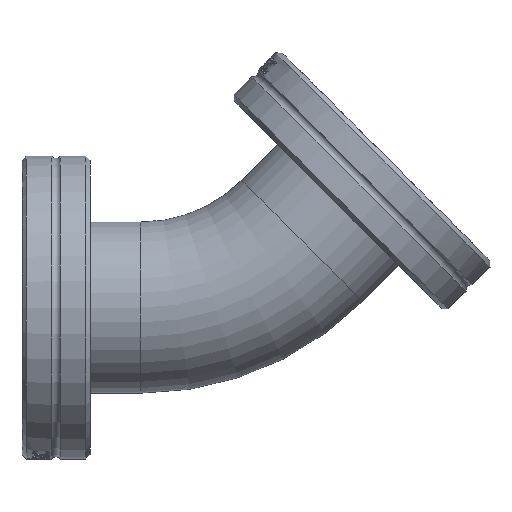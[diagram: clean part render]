
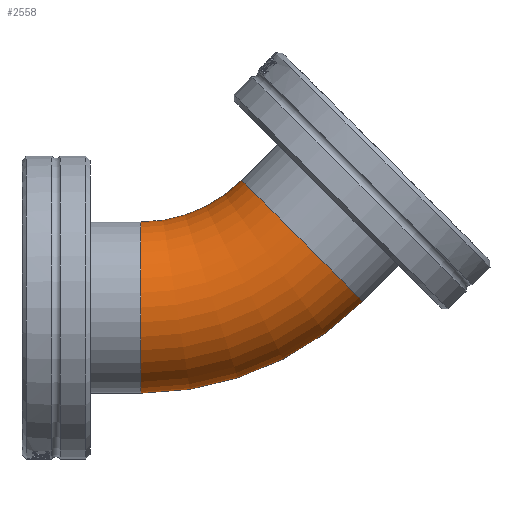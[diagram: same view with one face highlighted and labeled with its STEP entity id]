
A CAD part, left-side view. The second image highlights one B-rep face of the part: STEP entity #2558.
In plain terms, the highlighted toroidal (fillet/blend) face has major radius 25.46 mm and minor radius 9.55 mm.
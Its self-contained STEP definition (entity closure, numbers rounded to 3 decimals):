
#45=TOROIDAL_SURFACE('',#2884,25.46,9.55);
#446=FACE_OUTER_BOUND('',#612,.T.);
#612=EDGE_LOOP('',(#2385,#2386,#2387,#2388,#2389,#2390));
#1018=CIRCLE('',#2882,9.55);
#1019=CIRCLE('',#2883,9.55);
#1020=CIRCLE('',#2885,15.91);
#1021=CIRCLE('',#2886,9.55);
#1022=CIRCLE('',#2887,9.55);
#1267=VERTEX_POINT('',#5952);
#1268=VERTEX_POINT('',#5954);
#1269=VERTEX_POINT('',#5958);
#1270=VERTEX_POINT('',#5960);
#1641=EDGE_CURVE('',#1267,#1268,#1018,.T.);
#1642=EDGE_CURVE('',#1268,#1267,#1019,.T.);
#1643=EDGE_CURVE('',#1268,#1269,#1020,.T.);
#1644=EDGE_CURVE('',#1269,#1270,#1021,.T.);
#1645=EDGE_CURVE('',#1270,#1269,#1022,.T.);
#2385=ORIENTED_EDGE('',*,*,#1641,.F.);
#2386=ORIENTED_EDGE('',*,*,#1642,.F.);
#2387=ORIENTED_EDGE('',*,*,#1643,.T.);
#2388=ORIENTED_EDGE('',*,*,#1644,.T.);
#2389=ORIENTED_EDGE('',*,*,#1645,.T.);
#2390=ORIENTED_EDGE('',*,*,#1643,.F.);
#2558=ADVANCED_FACE('',(#446),#45,.T.);
#2882=AXIS2_PLACEMENT_3D('',#5955,#3511,#3512);
#2883=AXIS2_PLACEMENT_3D('',#5956,#3513,#3514);
#2884=AXIS2_PLACEMENT_3D('',#5957,#3515,#3516);
#2885=AXIS2_PLACEMENT_3D('',#5959,#3517,#3518);
#2886=AXIS2_PLACEMENT_3D('',#5961,#3519,#3520);
#2887=AXIS2_PLACEMENT_3D('',#5962,#3521,#3522);
#3511=DIRECTION('center_axis',(-1.,0.,0.));
#3512=DIRECTION('ref_axis',(0.,-1.,0.));
#3513=DIRECTION('center_axis',(-1.,0.,0.));
#3514=DIRECTION('ref_axis',(0.,-1.,0.));
#3515=DIRECTION('center_axis',(0.,0.,1.));
#3516=DIRECTION('ref_axis',(1.,0.,0.));
#3517=DIRECTION('center_axis',(0.,0.,-1.));
#3518=DIRECTION('ref_axis',(1.,0.,0.));
#3519=DIRECTION('center_axis',(-0.707,0.707,0.));
#3520=DIRECTION('ref_axis',(-0.707,-0.707,0.));
#3521=DIRECTION('center_axis',(-0.707,0.707,0.));
#3522=DIRECTION('ref_axis',(-0.707,-0.707,0.));
#5952=CARTESIAN_POINT('',(-0.036,34.974,0.));
#5954=CARTESIAN_POINT('',(-0.036,15.874,0.));
#5955=CARTESIAN_POINT('Origin',(-0.036,25.424,0.));
#5956=CARTESIAN_POINT('Origin',(-0.036,25.424,0.));
#5957=CARTESIAN_POINT('Origin',(-0.036,-0.036,
0.));
#5958=CARTESIAN_POINT('',(11.214,11.214,0.));
#5959=CARTESIAN_POINT('Origin',(-0.036,-0.036,
0.));
#5960=CARTESIAN_POINT('',(24.72,24.72,0.));
#5961=CARTESIAN_POINT('Origin',(17.967,17.967,0.));
#5962=CARTESIAN_POINT('Origin',(17.967,17.967,0.));
